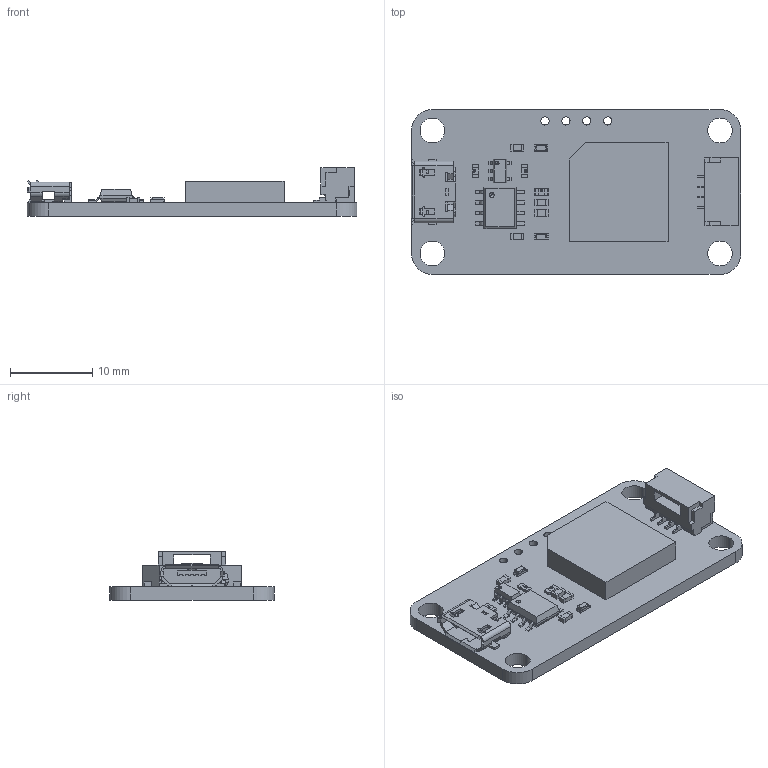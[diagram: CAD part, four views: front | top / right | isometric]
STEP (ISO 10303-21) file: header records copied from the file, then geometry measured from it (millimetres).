
FILE_DESCRIPTION (( 'STEP AP214' ), '1' );
FILE_NAME ('HWSD-Gyroscope V2.0(release).STEP', '2021-04-26T09:00:13', ( 'Crash' ), ( '' ), 'SwSTEP 2.0', 'SolidWorks 2021', '' );
FILE_SCHEMA (( 'AUTOMOTIVE_DESIGN' ));
Length unit declared in the file: millimetre
Products named in the file (1): HWSD-Gyroscope V2.0(release)
Bounding box: 40.05 x 20 x 5.94 mm (x, y, z)
Volume: 1827 mm3; surface area: 2917.6 mm2
Topology: 23 solids, 23 shells, 1178 faces, 3132 edges, 1981 vertices
Faces by surface type: plane 823, cylinder 184, bspline 135, sphere 36
Entity records: 55637 total; most frequent: CARTESIAN_POINT 14053, ORIENTED_EDGE 6192, DIRECTION 5265, EDGE_CURVE 3096, VECTOR 2463, LINE 2463, VERTEX_POINT 1981, AXIS2_PLACEMENT_3D 1401
